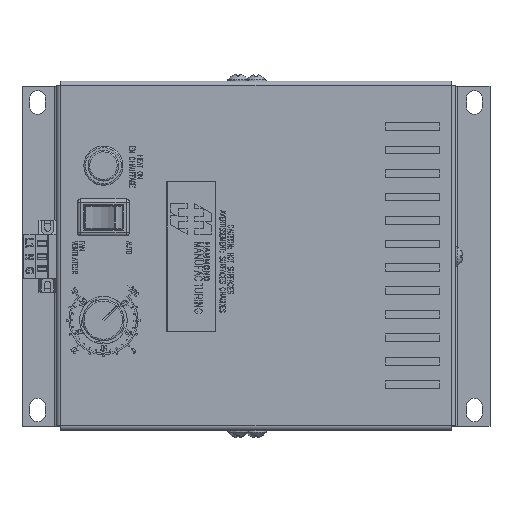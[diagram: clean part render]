
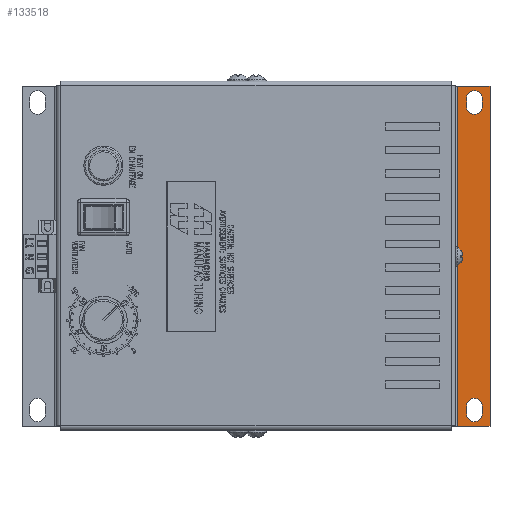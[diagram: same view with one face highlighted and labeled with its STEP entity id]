
A CAD part, top view. The second image highlights one B-rep face of the part: STEP entity #133518.
In plain terms, the highlighted planar face has unit normal (0, 0, 1).
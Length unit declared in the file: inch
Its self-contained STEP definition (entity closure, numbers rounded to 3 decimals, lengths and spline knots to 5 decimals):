
#554 = DIRECTION ( 'NONE',  ( -1., 0., 0. ) ) ;
#5353 = CARTESIAN_POINT ( 'NONE',  ( 3.4875, 2.518, -5.973 ) ) ;
#5470 = DIRECTION ( 'NONE',  ( 0., 1., 0. ) ) ;
#5521 = ORIENTED_EDGE ( 'NONE', *, *, #148002, .T. ) ;
#7511 = ORIENTED_EDGE ( 'NONE', *, *, #123447, .T. ) ;
#7587 = CARTESIAN_POINT ( 'NONE',  ( 3.7375, 0., -5.973 ) ) ;
#10658 = CARTESIAN_POINT ( 'NONE',  ( 3.6125, 0., -5.973 ) ) ;
#11374 = VERTEX_POINT ( 'NONE', #61673 ) ;
#11905 = ORIENTED_EDGE ( 'NONE', *, *, #119048, .T. ) ;
#11997 = CIRCLE ( 'NONE', #31156, 0.125 ) ;
#12979 = VECTOR ( 'NONE', #23439, 39.37008 ) ;
#13216 = VECTOR ( 'NONE', #88472, 39.37008 ) ;
#17439 = LINE ( 'NONE', #51167, #85977 ) ;
#17905 = CARTESIAN_POINT ( 'NONE',  ( 3.2175, -2.7165, -5.973 ) ) ;
#23439 = DIRECTION ( 'NONE',  ( 0., -1., 0. ) ) ;
#24414 = VERTEX_POINT ( 'NONE', #89964 ) ;
#25565 = VECTOR ( 'NONE', #60597, 39.37008 ) ;
#29171 = EDGE_CURVE ( 'NONE', #126798, #72852, #104996, .T. ) ;
#29568 = EDGE_CURVE ( 'NONE', #131950, #80460, #17439, .T. ) ;
#31156 = AXIS2_PLACEMENT_3D ( 'NONE', #136885, #102453, #554 ) ;
#31538 = LINE ( 'NONE', #7587, #13216 ) ;
#32547 = FACE_BOUND ( 'NONE', #48700, .T. ) ;
#33571 = EDGE_CURVE ( 'NONE', #11374, #117073, #31538, .T. ) ;
#39529 = EDGE_CURVE ( 'NONE', #80460, #24414, #127770, .T. ) ;
#41385 = DIRECTION ( 'NONE',  ( 0., -1., 0. ) ) ;
#43774 = CARTESIAN_POINT ( 'NONE',  ( 3.43631, 0., -5.973 ) ) ;
#44397 = LINE ( 'NONE', #68325, #25565 ) ;
#44430 = CARTESIAN_POINT ( 'NONE',  ( 3.6125, 2.393, -5.973 ) ) ;
#44999 = VECTOR ( 'NONE', #133700, 39.37008 ) ;
#46325 = AXIS2_PLACEMENT_3D ( 'NONE', #5353, #51042, #85512 ) ;
#47859 = CARTESIAN_POINT ( 'NONE',  ( 3.3625, 2.518, -5.973 ) ) ;
#48127 = LINE ( 'NONE', #60854, #12979 ) ;
#48700 = EDGE_LOOP ( 'NONE', ( #111380, #133717, #5521, #124514 ) ) ;
#51042 = DIRECTION ( 'NONE',  ( 0., 0., -1. ) ) ;
#51060 = EDGE_LOOP ( 'NONE', ( #7511, #11905, #95953, #109427 ) ) ;
#51167 = CARTESIAN_POINT ( 'NONE',  ( 3.3625, 0., -5.973 ) ) ;
#52477 = EDGE_CURVE ( 'NONE', #122247, #101417, #130074, .T. ) ;
#52808 = FACE_OUTER_BOUND ( 'NONE', #54690, .T. ) ;
#54014 = VERTEX_POINT ( 'NONE', #17905 ) ;
#54553 = CARTESIAN_POINT ( 'NONE',  ( 3.43631, -2.7165, -5.973 ) ) ;
#54690 = EDGE_LOOP ( 'NONE', ( #118367, #114846, #122207, #86240 ) ) ;
#56000 = LINE ( 'NONE', #54553, #133243 ) ;
#60597 = DIRECTION ( 'NONE',  ( 0., 1., 0. ) ) ;
#60854 = CARTESIAN_POINT ( 'NONE',  ( 3.6125, 0., -5.973 ) ) ;
#61647 = CARTESIAN_POINT ( 'NONE',  ( 3.3625, 2.393, -5.973 ) ) ;
#61673 = CARTESIAN_POINT ( 'NONE',  ( 3.7375, -2.7165, -5.973 ) ) ;
#63213 = VECTOR ( 'NONE', #129523, 39.37008 ) ;
#63293 = AXIS2_PLACEMENT_3D ( 'NONE', #43774, #132950, #110459 ) ;
#63307 = CARTESIAN_POINT ( 'NONE',  ( 3.43631, 2.7165, -5.973 ) ) ;
#64183 = VERTEX_POINT ( 'NONE', #97777 ) ;
#64371 = AXIS2_PLACEMENT_3D ( 'NONE', #94249, #139198, #106976 ) ;
#66784 = CARTESIAN_POINT ( 'NONE',  ( 3.7375, 2.7165, -5.973 ) ) ;
#68325 = CARTESIAN_POINT ( 'NONE',  ( 3.3625, 0., -5.973 ) ) ;
#69898 = EDGE_CURVE ( 'NONE', #101417, #126798, #48127, .T. ) ;
#72852 = VERTEX_POINT ( 'NONE', #61647 ) ;
#75120 = CARTESIAN_POINT ( 'NONE',  ( 3.3625, -2.393, -5.973 ) ) ;
#76601 = LINE ( 'NONE', #99067, #132873 ) ;
#76990 = CARTESIAN_POINT ( 'NONE',  ( 3.3625, -2.518, -5.973 ) ) ;
#80460 = VERTEX_POINT ( 'NONE', #75120 ) ;
#81762 = CARTESIAN_POINT ( 'NONE',  ( 3.4875, -2.393, -5.973 ) ) ;
#85512 = DIRECTION ( 'NONE',  ( 1., 0., 0. ) ) ;
#85977 = VECTOR ( 'NONE', #5470, 39.37008 ) ;
#86240 = ORIENTED_EDGE ( 'NONE', *, *, #148291, .T. ) ;
#88472 = DIRECTION ( 'NONE',  ( 0., 1., 0. ) ) ;
#89964 = CARTESIAN_POINT ( 'NONE',  ( 3.6125, -2.393, -5.973 ) ) ;
#94100 = CARTESIAN_POINT ( 'NONE',  ( 3.6125, 2.518, -5.973 ) ) ;
#94249 = CARTESIAN_POINT ( 'NONE',  ( 3.4875, 2.393, -5.973 ) ) ;
#94318 = LINE ( 'NONE', #10658, #63213 ) ;
#95953 = ORIENTED_EDGE ( 'NONE', *, *, #29568, .T. ) ;
#97407 = VERTEX_POINT ( 'NONE', #113897 ) ;
#97777 = CARTESIAN_POINT ( 'NONE',  ( 3.2175, 2.7165, -5.973 ) ) ;
#98488 = PLANE ( 'NONE',  #63293 ) ;
#99067 = CARTESIAN_POINT ( 'NONE',  ( 3.2175, 0., -5.973 ) ) ;
#99240 = LINE ( 'NONE', #63307, #44999 ) ;
#101417 = VERTEX_POINT ( 'NONE', #94100 ) ;
#102453 = DIRECTION ( 'NONE',  ( 0., 0., -1. ) ) ;
#104996 = CIRCLE ( 'NONE', #64371, 0.125 ) ;
#106976 = DIRECTION ( 'NONE',  ( 1., 0., 0. ) ) ;
#107898 = EDGE_CURVE ( 'NONE', #64183, #54014, #76601, .T. ) ;
#109427 = ORIENTED_EDGE ( 'NONE', *, *, #39529, .T. ) ;
#110459 = DIRECTION ( 'NONE',  ( 1., 0., 0. ) ) ;
#111380 = ORIENTED_EDGE ( 'NONE', *, *, #69898, .T. ) ;
#112682 = FACE_BOUND ( 'NONE', #51060, .T. ) ;
#113897 = CARTESIAN_POINT ( 'NONE',  ( 3.6125, -2.518, -5.973 ) ) ;
#114846 = ORIENTED_EDGE ( 'NONE', *, *, #129636, .T. ) ;
#117073 = VERTEX_POINT ( 'NONE', #66784 ) ;
#118367 = ORIENTED_EDGE ( 'NONE', *, *, #33571, .T. ) ;
#119048 = EDGE_CURVE ( 'NONE', #97407, #131950, #11997, .T. ) ;
#122207 = ORIENTED_EDGE ( 'NONE', *, *, #107898, .T. ) ;
#122247 = VERTEX_POINT ( 'NONE', #47859 ) ;
#122976 = AXIS2_PLACEMENT_3D ( 'NONE', #81762, #126740, #124545 ) ;
#123447 = EDGE_CURVE ( 'NONE', #24414, #97407, #94318, .T. ) ;
#124514 = ORIENTED_EDGE ( 'NONE', *, *, #52477, .T. ) ;
#124545 = DIRECTION ( 'NONE',  ( -1., 0., 0. ) ) ;
#126740 = DIRECTION ( 'NONE',  ( 0., 0., -1. ) ) ;
#126798 = VERTEX_POINT ( 'NONE', #44430 ) ;
#127770 = CIRCLE ( 'NONE', #122976, 0.125 ) ;
#129523 = DIRECTION ( 'NONE',  ( 0., -1., 0. ) ) ;
#129636 = EDGE_CURVE ( 'NONE', #117073, #64183, #99240, .T. ) ;
#130074 = CIRCLE ( 'NONE', #46325, 0.125 ) ;
#131950 = VERTEX_POINT ( 'NONE', #76990 ) ;
#132873 = VECTOR ( 'NONE', #41385, 39.37008 ) ;
#132950 = DIRECTION ( 'NONE',  ( 0., 0., 1. ) ) ;
#133243 = VECTOR ( 'NONE', #134675, 39.37008 ) ;
#133518 = ADVANCED_FACE ( 'NONE', ( #32547, #112682, #52808 ), #98488, .T. ) ;
#133700 = DIRECTION ( 'NONE',  ( -1., 0., 0. ) ) ;
#133717 = ORIENTED_EDGE ( 'NONE', *, *, #29171, .T. ) ;
#134675 = DIRECTION ( 'NONE',  ( 1., 0., 0. ) ) ;
#136885 = CARTESIAN_POINT ( 'NONE',  ( 3.4875, -2.518, -5.973 ) ) ;
#139198 = DIRECTION ( 'NONE',  ( 0., 0., -1. ) ) ;
#148002 = EDGE_CURVE ( 'NONE', #72852, #122247, #44397, .T. ) ;
#148291 = EDGE_CURVE ( 'NONE', #54014, #11374, #56000, .T. ) ;
